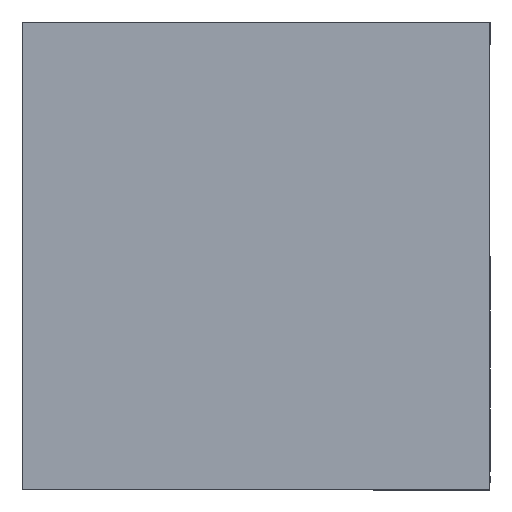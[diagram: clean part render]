
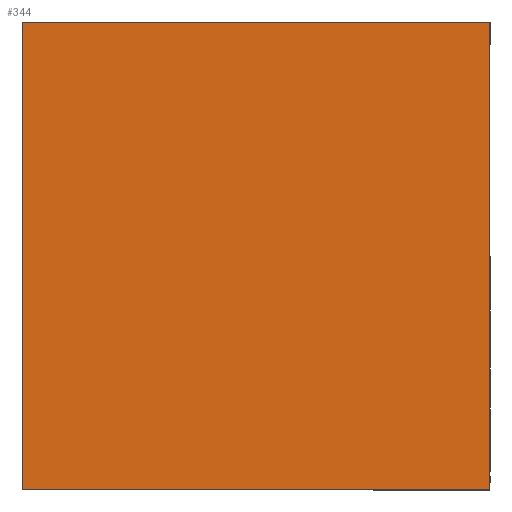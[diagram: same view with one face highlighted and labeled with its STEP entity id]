
A CAD part, front view. The second image highlights one B-rep face of the part: STEP entity #344.
In plain terms, the highlighted planar face has unit normal (0, -1, 0).
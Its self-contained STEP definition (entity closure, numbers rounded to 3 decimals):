
#8 = LINE ( 'NONE', #475, #179 ) ;
#20 = CARTESIAN_POINT ( 'NONE',  ( 0., -45., 0. ) ) ;
#36 = ORIENTED_EDGE ( 'NONE', *, *, #297, .F. ) ;
#69 = DIRECTION ( 'NONE',  ( 0., 0., 1. ) ) ;
#96 = ORIENTED_EDGE ( 'NONE', *, *, #404, .T. ) ;
#111 = CARTESIAN_POINT ( 'NONE',  ( -45., -45., 0. ) ) ;
#116 = CARTESIAN_POINT ( 'NONE',  ( -45., -45., -45. ) ) ;
#159 = CARTESIAN_POINT ( 'NONE',  ( -45., -45., 0. ) ) ;
#179 = VECTOR ( 'NONE', #226, 1000. ) ;
#188 = LINE ( 'NONE', #324, #262 ) ;
#193 = LINE ( 'NONE', #208, #242 ) ;
#208 = CARTESIAN_POINT ( 'NONE',  ( -45., -45., -45. ) ) ;
#217 = DIRECTION ( 'NONE',  ( 1., 0., 0. ) ) ;
#223 = CARTESIAN_POINT ( 'NONE',  ( 0., -45., -45. ) ) ;
#226 = DIRECTION ( 'NONE',  ( -1., 0., 0. ) ) ;
#242 = VECTOR ( 'NONE', #562, 1000. ) ;
#258 = VERTEX_POINT ( 'NONE', #159 ) ;
#262 = VECTOR ( 'NONE', #622, 1000. ) ;
#278 = ORIENTED_EDGE ( 'NONE', *, *, #639, .F. ) ;
#297 = EDGE_CURVE ( 'NONE', #258, #589, #465, .T. ) ;
#321 = PLANE ( 'NONE',  #592 ) ;
#324 = CARTESIAN_POINT ( 'NONE',  ( 0., -45., -45. ) ) ;
#339 = VERTEX_POINT ( 'NONE', #116 ) ;
#344 = ADVANCED_FACE ( 'NONE', ( #413 ), #321, .F. ) ;
#378 = DIRECTION ( 'NONE',  ( 0., 1., 0. ) ) ;
#392 = VERTEX_POINT ( 'NONE', #223 ) ;
#404 = EDGE_CURVE ( 'NONE', #392, #589, #188, .T. ) ;
#411 = VECTOR ( 'NONE', #217, 1000. ) ;
#413 = FACE_OUTER_BOUND ( 'NONE', #641, .T. ) ;
#440 = ORIENTED_EDGE ( 'NONE', *, *, #495, .F. ) ;
#465 = LINE ( 'NONE', #111, #411 ) ;
#475 = CARTESIAN_POINT ( 'NONE',  ( 0., -45., -45. ) ) ;
#495 = EDGE_CURVE ( 'NONE', #392, #339, #8, .T. ) ;
#525 = CARTESIAN_POINT ( 'NONE',  ( 0., -45., 0. ) ) ;
#562 = DIRECTION ( 'NONE',  ( 0., 0., 1. ) ) ;
#589 = VERTEX_POINT ( 'NONE', #525 ) ;
#592 = AXIS2_PLACEMENT_3D ( 'NONE', #20, #378, #69 ) ;
#622 = DIRECTION ( 'NONE',  ( 0., 0., 1. ) ) ;
#639 = EDGE_CURVE ( 'NONE', #339, #258, #193, .T. ) ;
#641 = EDGE_LOOP ( 'NONE', ( #96, #36, #278, #440 ) ) ;
